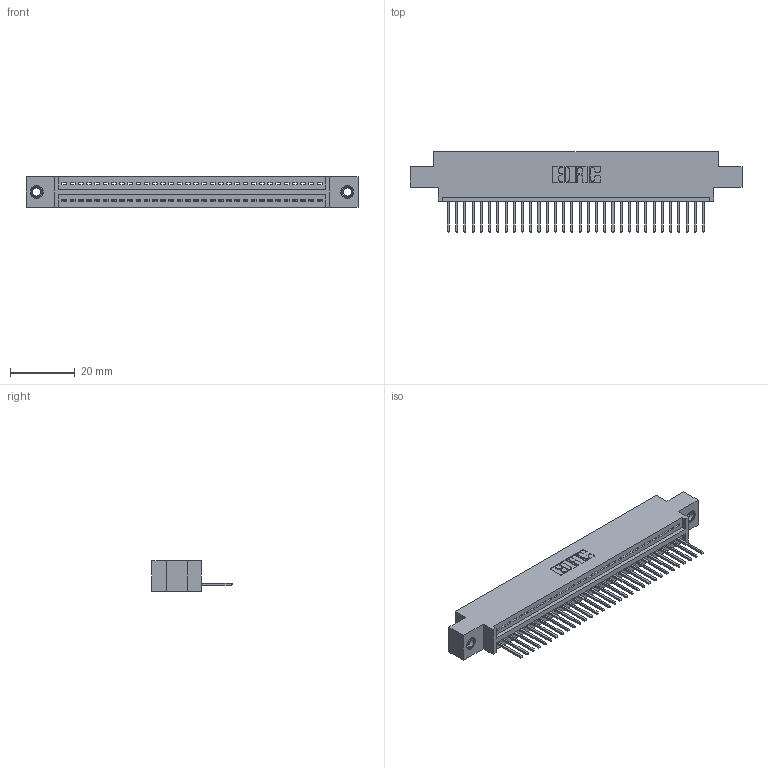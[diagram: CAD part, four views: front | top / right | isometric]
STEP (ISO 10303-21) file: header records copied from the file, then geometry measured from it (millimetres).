
FILE_DESCRIPTION (( 'STEP AP203' ), '1' );
FILE_NAME ('395-032-523-607.STEP', '2019-10-19T14:06:43', ( '' ), ( '' ), 'SwSTEP 2.0', 'SolidWorks 2016', '' );
FILE_SCHEMA (( 'CONFIG_CONTROL_DESIGN' ));
Length unit declared in the file: inch
Products named in the file (4): 345-292-001_345-293-123; 345 Part_0.170 Offset - 0.156 Dia-TI; 395-032-523-607; 345-250-001_345-250-005-103
Assembly tree (35 placements, depth 2):
  395-032-523-607
    345 Part_0.170 Offset - 0.156 Dia-TI
    345-292-001_345-293-123  x32
    345-250-001_345-250-005-103  x2
Bounding box: 102.49 x 24.82 x 9.4 mm (x, y, z)
Volume: 9513.3 mm3; surface area: 12700.4 mm2
Topology: 35 solids, 35 shells, 2046 faces, 6121 edges, 4030 vertices
Faces by surface type: plane 1396, cylinder 634, cone 12, torus 4
Entity records: 26766 total; most frequent: CARTESIAN_POINT 4619, ORIENTED_EDGE 4578, DIRECTION 4075, EDGE_CURVE 2289, VECTOR 2009, LINE 2009, VERTEX_POINT 1520, AXIS2_PLACEMENT_3D 1033
